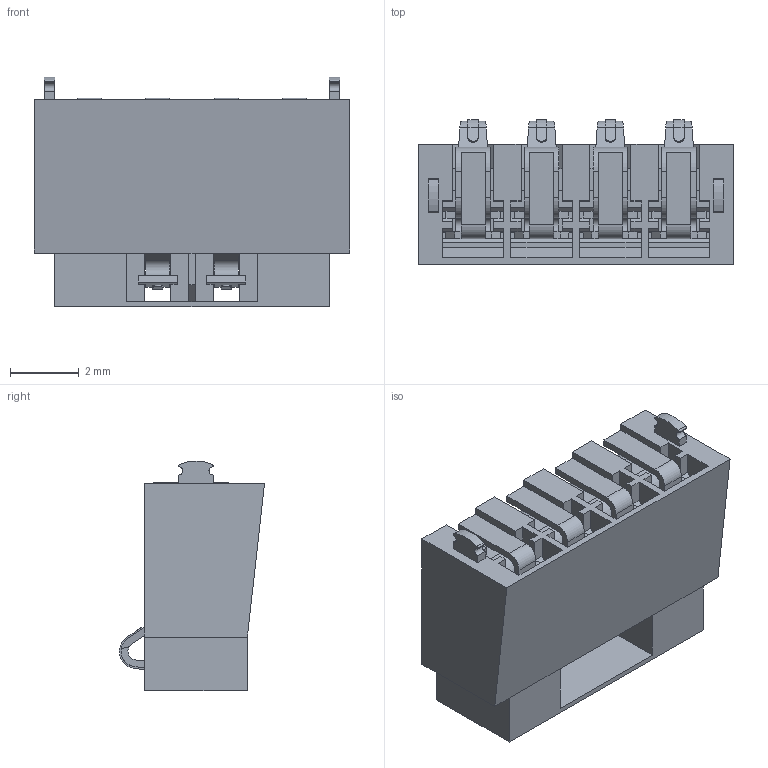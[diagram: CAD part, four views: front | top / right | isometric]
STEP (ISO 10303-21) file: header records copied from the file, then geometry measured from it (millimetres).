
FILE_DESCRIPTION((''),'2;1');
FILE_NAME('475070010','2009-09-10T',('pnb'),(''),'PRO/ENGINEER BY PARAMETRIC TECHNOLOGY CORPORATION, 2003451','PRO/ENGINEER BY PARAMETRIC TECHNOLOGY CORPORATION, 2003451','');
FILE_SCHEMA(('CONFIG_CONTROL_DESIGN'));
Length unit declared in the file: millimetre
Products named in the file (1): 475070010
Bounding box: 9.2 x 4.23 x 6.7 mm (x, y, z)
Volume: 96.1 mm3; surface area: 548.9 mm2
Topology: 1 solids, 5 shells, 587 faces, 1813 edges, 1194 vertices
Faces by surface type: plane 473, cylinder 114
Entity records: 20042 total; most frequent: CARTESIAN_POINT 3707, ORIENTED_EDGE 3546, DIRECTION 3181, EDGE_CURVE 1773, VECTOR 1557, LINE 1557, VERTEX_POINT 1154, AXIS2_PLACEMENT_3D 812
